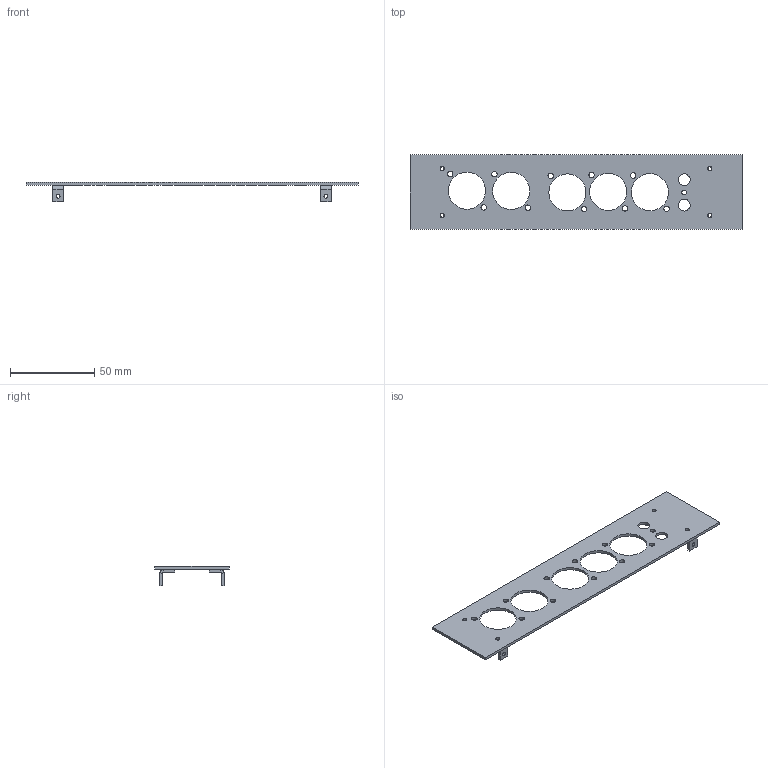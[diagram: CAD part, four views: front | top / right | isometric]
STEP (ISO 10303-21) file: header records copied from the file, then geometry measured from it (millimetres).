
FILE_DESCRIPTION(('KiCad electronic assembly'),'2;1');
FILE_NAME('teensy41_audio_project_board_fp_c_back.step', '2022-01-25T14:08:37',('Pcbnew'),('Kicad'), 'Open CASCADE STEP processor 7.5','KiCad to STEP converter','Unknown' );
FILE_SCHEMA(('AUTOMOTIVE_DESIGN { 1 0 10303 214 1 1 1 1 }'));
Length unit declared in the file: millimetre
Products named in the file (4): teensy41_audio_project_board_fp_c_back 1; Bracket 4-40 621; SOLID; front_panel PCB
Assembly tree (6 placements, depth 3):
  teensy41_audio_project_board_fp_c_back 1
    Bracket 4-40 621  x4
      SOLID
    front_panel PCB
Bounding box: 196.85 x 44.45 x 11.47 mm (x, y, z)
Volume: 11254.5 mm3; surface area: 16071.4 mm2
Topology: 5 solids, 5 shells, 100 faces, 238 edges, 148 vertices
Faces by surface type: bspline 72, cylinder 22, plane 6
Full cylindrical faces by diameter (mm): 2.45 x4, 2.8 x1, 3.2 x10, 7.05 x2, 22 x5
Entity records: 3254 total; most frequent: CARTESIAN_POINT 1045, DIRECTION 304, ORIENTED_EDGE 236, PCURVE 236, DEFINITIONAL_REPRESENTATION 236, LINE 146, VECTOR 146, EDGE_CURVE 118
